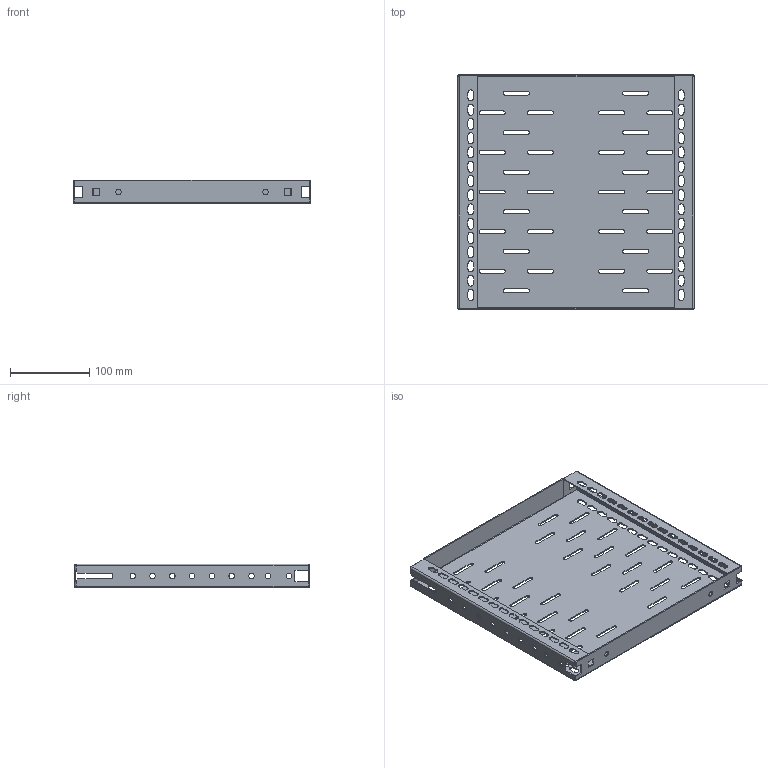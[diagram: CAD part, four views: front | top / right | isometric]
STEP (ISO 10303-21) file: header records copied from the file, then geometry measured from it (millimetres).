
FILE_DESCRIPTION (( 'STEP AP203' ), '1' );
FILE_NAME ('QB09C687.step', '2014-09-29T06:54:33', ( '' ), ( '' ), 'SwSTEP 2.0', 'SolidWorks 2014', '' );
FILE_SCHEMA (( 'CONFIG_CONTROL_DESIGN' ));
Length unit declared in the file: millimetre
Products named in the file (1): QB09C687
Bounding box: 299 x 296.5 x 30 mm (x, y, z)
Volume: 182739.2 mm3; surface area: 254115.8 mm2
Topology: 1 solids, 1 shells, 566 faces, 1632 edges, 1064 vertices
Faces by surface type: cylinder 280, plane 274, bspline 12
Entity records: 19639 total; most frequent: CARTESIAN_POINT 3865, ORIENTED_EDGE 3264, DIRECTION 3236, EDGE_CURVE 1632, AXIS2_PLACEMENT_3D 1091, VERTEX_POINT 1064, VECTOR 1054, LINE 1054
